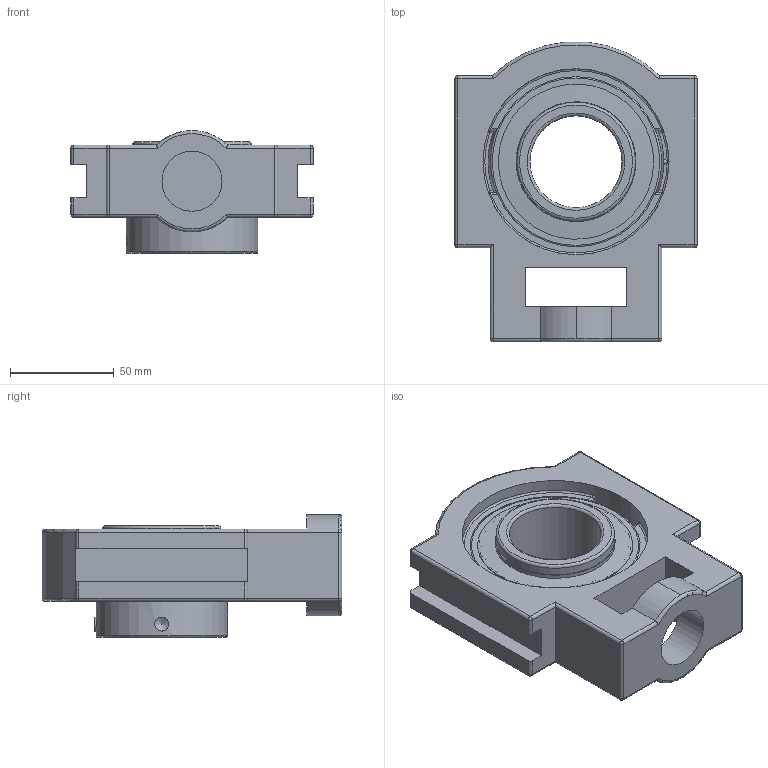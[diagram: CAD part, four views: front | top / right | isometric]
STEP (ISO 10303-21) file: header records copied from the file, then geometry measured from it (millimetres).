
FILE_DESCRIPTION(('HOOPS Exchange Step'),'2;1');
FILE_NAME('export-E64E939A-24FE-46D6-9111-2D65A349E315.stp','2020-05-20T09:56:31-07:00',('dkerr'),('Alibre'),'HOOPS Exchange 2020.0','Alibre','Unknown authorisation');
FILE_SCHEMA( ('AP242_MANAGED_MODEL_BASED_3D_ENGINEERING_MIM_LF {1 0 10303 442 1 1 4 }') );
Length unit declared in the file: inch
Products named in the file (8): MRN STM 209 L4L; SNC 209 (Ball Bearing); SNC 209 (Shield); SNC 209 (Setscrew); SNC 209-28 (Collar); SNC 209-28 L4L (1.750inch) (Race); MRN SNC 209-28 L4L (1.750inch); MRN SNCSTM 209-28 L4L (1.750inch)
Assembly tree (8 placements, depth 3):
  MRN SNCSTM 209-28 L4L (1.750inch)
    MRN STM 209 L4L
    MRN SNC 209-28 L4L (1.750inch)
      SNC 209 (Ball Bearing)
      SNC 209 (Shield)  x2
      SNC 209 (Setscrew)
      SNC 209-28 (Collar)
      SNC 209-28 L4L (1.750inch) (Race)
Bounding box: 117 x 144.79 x 59.39 mm (x, y, z)
Volume: 339236.5 mm3; surface area: 102150 mm2
Topology: 16 solids, 16 shells, 184 faces, 479 edges, 293 vertices
Faces by surface type: cylinder 68, plane 54, sphere 28, torus 20, cone 10, bspline 4
Full cylindrical faces by diameter (mm): 6.782 x3, 29 x1, 44.45 x2, 50.292 x2, 57.15 x4, 57.912 x2, 63.5 x1, 71.381 x2, 74.93 x2, 89.839 x2, 95.22 x1
Entity records: 7316 total; most frequent: CARTESIAN_POINT 2794, DIRECTION 985, ORIENTED_EDGE 844, EDGE_CURVE 422, AXIS2_PLACEMENT_3D 406, VERTEX_POINT 279, CIRCLE 205, EDGE_LOOP 197
